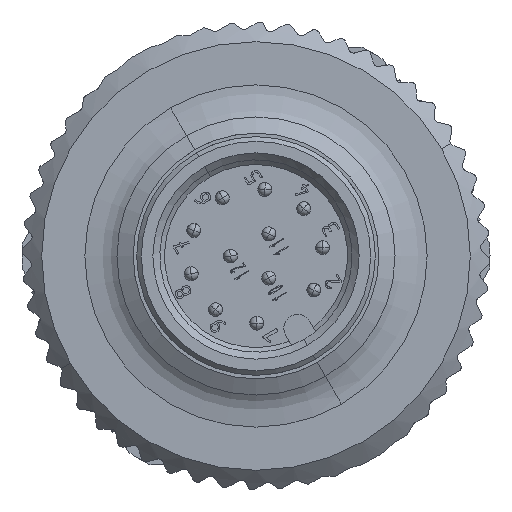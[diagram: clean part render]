
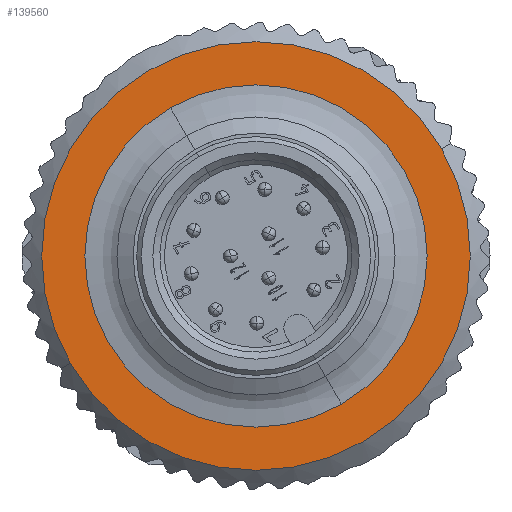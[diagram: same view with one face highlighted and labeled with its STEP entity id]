
A CAD part, left-side view. The second image highlights one B-rep face of the part: STEP entity #139560.
In plain terms, the highlighted planar face has unit normal (-1, 0, 0).
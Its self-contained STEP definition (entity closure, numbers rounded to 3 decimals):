
#138900=CARTESIAN_POINT('',(-5.9,-7.387,0.));
#138910=VERTEX_POINT('',#138900);
#138940=CARTESIAN_POINT('',(-5.9,0.,
0.));
#138950=DIRECTION('',(-1.,0.,0.));
#138960=DIRECTION('',(0.,1.,0.));
#138970=AXIS2_PLACEMENT_3D('',#138940,#138950,#138960);
#138980=CIRCLE('',#138970,7.387);
#138990=CARTESIAN_POINT('',(-5.9,-0.007,-7.386)
);
#139000=VERTEX_POINT('',#138990);
#139010=EDGE_CURVE('',#139000,#138910,#138980,.T.);
#139030=CARTESIAN_POINT('',(-5.9,7.387,0.));
#139040=VERTEX_POINT('',#139030);
#139050=EDGE_CURVE('',#139040,#139000,#138980,.T.);
#139300=CARTESIAN_POINT('',(-5.9,0.,
0.));
#139310=DIRECTION('',(-1.,0.,0.));
#139320=DIRECTION('',(0.,0.001,1.));
#139330=AXIS2_PLACEMENT_3D('',#139300,#139310,#139320);
#139340=PLANE('',#139330);
#139350=CARTESIAN_POINT('',(-5.9,0.,0.));
#139360=DIRECTION('',(1.,0.,0.));
#139370=DIRECTION('',(0.,0.,1.));
#139380=AXIS2_PLACEMENT_3D('',#139350,#139360,#139370);
#139390=CIRCLE('',#139380,9.25);
#139400=CARTESIAN_POINT('',(-5.9,0.,9.25));
#139410=VERTEX_POINT('',#139400);
#139420=CARTESIAN_POINT('',(-5.9,0.,-9.25));
#139430=VERTEX_POINT('',#139420);
#139440=EDGE_CURVE('',#139410,#139430,#139390,.T.);
#139450=ORIENTED_EDGE('',*,*,#139440,.F.);
#139460=EDGE_CURVE('',#139430,#139410,#139390,.T.);
#139470=ORIENTED_EDGE('',*,*,#139460,.F.);
#139480=EDGE_LOOP('',(#139470,#139450));
#139490=FACE_OUTER_BOUND('',#139480,.T.);
#139500=ORIENTED_EDGE('',*,*,#139010,.F.);
#139510=EDGE_CURVE('',#138910,#139040,#138980,.T.);
#139520=ORIENTED_EDGE('',*,*,#139510,.F.);
#139530=ORIENTED_EDGE('',*,*,#139050,.F.);
#139540=EDGE_LOOP('',(#139530,#139520,#139500));
#139550=FACE_BOUND('',#139540,.T.);
#139560=ADVANCED_FACE('',(#139490,#139550),#139340,.T.);
